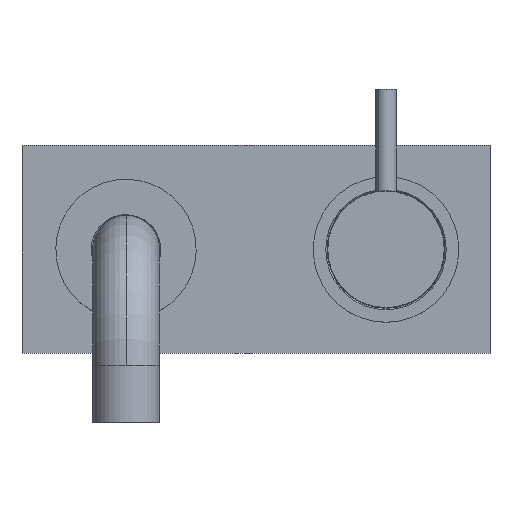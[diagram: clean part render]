
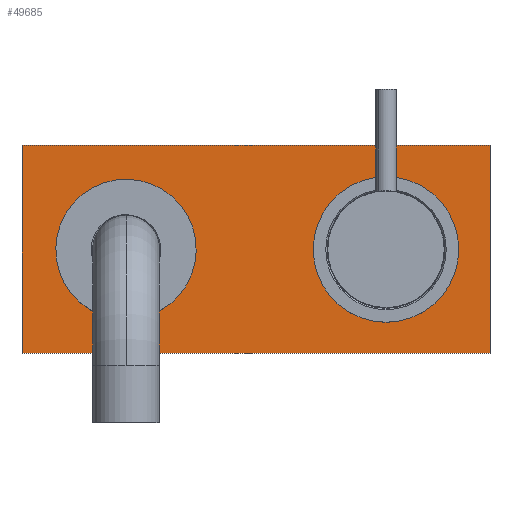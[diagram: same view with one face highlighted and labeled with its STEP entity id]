
A CAD part, top view. The second image highlights one B-rep face of the part: STEP entity #49685.
In plain terms, the highlighted planar face has unit normal (0, 0, 1).
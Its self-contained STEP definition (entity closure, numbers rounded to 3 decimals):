
#205 = EDGE_LOOP ( 'NONE', ( #50524, #12468, #22891, #38523 ) ) ;
#666 = VERTEX_POINT ( 'NONE', #35076 ) ;
#1136 = CARTESIAN_POINT ( 'NONE',  ( -50., 0., 57.3 ) ) ;
#1146 = DIRECTION ( 'NONE',  ( 0., 0., 1. ) ) ;
#2492 = CIRCLE ( 'NONE', #21226, 23. ) ;
#2505 = VERTEX_POINT ( 'NONE', #41485 ) ;
#3114 = CARTESIAN_POINT ( 'NONE',  ( 90., 40., 57.3 ) ) ;
#3608 = LINE ( 'NONE', #46242, #13085 ) ;
#4210 = VECTOR ( 'NONE', #34441, 1000. ) ;
#4835 = PLANE ( 'NONE',  #14489 ) ;
#5177 = DIRECTION ( 'NONE',  ( -0.48, 0.877, 0. ) ) ;
#6493 = CIRCLE ( 'NONE', #42343, 27. ) ;
#6809 = ORIENTED_EDGE ( 'NONE', *, *, #48822, .T. ) ;
#7163 = VECTOR ( 'NONE', #30710, 1000. ) ;
#8150 = VECTOR ( 'NONE', #18266, 1000. ) ;
#8272 = ORIENTED_EDGE ( 'NONE', *, *, #21639, .T. ) ;
#8529 = DIRECTION ( 'NONE',  ( 0., 0., -1. ) ) ;
#8664 = FACE_BOUND ( 'NONE', #16516, .T. ) ;
#11193 = CARTESIAN_POINT ( 'NONE',  ( 27., 0., 57.3 ) ) ;
#11972 = AXIS2_PLACEMENT_3D ( 'NONE', #22132, #50234, #26167 ) ;
#12008 = CARTESIAN_POINT ( 'NONE',  ( -37.04, -23.686, 57.3 ) ) ;
#12468 = ORIENTED_EDGE ( 'NONE', *, *, #18499, .F. ) ;
#12490 = VERTEX_POINT ( 'NONE', #48406 ) ;
#12916 = ORIENTED_EDGE ( 'NONE', *, *, #32065, .T. ) ;
#13085 = VECTOR ( 'NONE', #34260, 1000. ) ;
#14489 = AXIS2_PLACEMENT_3D ( 'NONE', #25279, #1146, #29271 ) ;
#14944 = LINE ( 'NONE', #46410, #4210 ) ;
#16516 = EDGE_LOOP ( 'NONE', ( #8272, #12916 ) ) ;
#17913 = LINE ( 'NONE', #42673, #7163 ) ;
#18266 = DIRECTION ( 'NONE',  ( 0., -1., 0. ) ) ;
#18499 = EDGE_CURVE ( 'NONE', #666, #43868, #17913, .T. ) ;
#21226 = AXIS2_PLACEMENT_3D ( 'NONE', #22644, #50764, #26671 ) ;
#21639 = EDGE_CURVE ( 'NONE', #2505, #34033, #2492, .T. ) ;
#22132 = CARTESIAN_POINT ( 'NONE',  ( 50., 0., 57.3 ) ) ;
#22644 = CARTESIAN_POINT ( 'NONE',  ( 50., 0., 57.3 ) ) ;
#22891 = ORIENTED_EDGE ( 'NONE', *, *, #49578, .F. ) ;
#25279 = CARTESIAN_POINT ( 'NONE',  ( 0., 0., 57.3 ) ) ;
#26167 = DIRECTION ( 'NONE',  ( -1., 0., 0. ) ) ;
#26671 = DIRECTION ( 'NONE',  ( -1., 0., 0. ) ) ;
#27582 = VERTEX_POINT ( 'NONE', #28636 ) ;
#28636 = CARTESIAN_POINT ( 'NONE',  ( 90., -40., 57.3 ) ) ;
#28742 = FACE_BOUND ( 'NONE', #30938, .T. ) ;
#29261 = DIRECTION ( 'NONE',  ( 0., 0., -1. ) ) ;
#29271 = DIRECTION ( 'NONE',  ( 1., 0., 0. ) ) ;
#29961 = VERTEX_POINT ( 'NONE', #12008 ) ;
#30710 = DIRECTION ( 'NONE',  ( 1., 0., 0. ) ) ;
#30938 = EDGE_LOOP ( 'NONE', ( #6809, #40389 ) ) ;
#31672 = CIRCLE ( 'NONE', #11972, 23. ) ;
#32065 = EDGE_CURVE ( 'NONE', #34033, #2505, #31672, .T. ) ;
#32563 = CARTESIAN_POINT ( 'NONE',  ( -50., 0., 57.3 ) ) ;
#34033 = VERTEX_POINT ( 'NONE', #11193 ) ;
#34260 = DIRECTION ( 'NONE',  ( 0., 1., 0. ) ) ;
#34441 = DIRECTION ( 'NONE',  ( -1., 0., 0. ) ) ;
#34673 = EDGE_CURVE ( 'NONE', #29961, #12490, #48823, .T. ) ;
#35076 = CARTESIAN_POINT ( 'NONE',  ( -90., 40., 57.3 ) ) ;
#36625 = DIRECTION ( 'NONE',  ( -0.48, 0.877, 0. ) ) ;
#38288 = CARTESIAN_POINT ( 'NONE',  ( 90., 40., 57.3 ) ) ;
#38523 = ORIENTED_EDGE ( 'NONE', *, *, #41971, .F. ) ;
#38968 = LINE ( 'NONE', #38288, #8150 ) ;
#39282 = EDGE_CURVE ( 'NONE', #43868, #27582, #38968, .T. ) ;
#40389 = ORIENTED_EDGE ( 'NONE', *, *, #34673, .T. ) ;
#41485 = CARTESIAN_POINT ( 'NONE',  ( 73., 0., 57.3 ) ) ;
#41848 = CARTESIAN_POINT ( 'NONE',  ( -90., -40., 57.3 ) ) ;
#41971 = EDGE_CURVE ( 'NONE', #27582, #43640, #14944, .T. ) ;
#42343 = AXIS2_PLACEMENT_3D ( 'NONE', #1136, #29261, #5177 ) ;
#42673 = CARTESIAN_POINT ( 'NONE',  ( -90., 40., 57.3 ) ) ;
#43640 = VERTEX_POINT ( 'NONE', #41848 ) ;
#43868 = VERTEX_POINT ( 'NONE', #3114 ) ;
#44179 = AXIS2_PLACEMENT_3D ( 'NONE', #32563, #8529, #36625 ) ;
#46242 = CARTESIAN_POINT ( 'NONE',  ( -90., 40., 57.3 ) ) ;
#46410 = CARTESIAN_POINT ( 'NONE',  ( -90., -40., 57.3 ) ) ;
#48406 = CARTESIAN_POINT ( 'NONE',  ( -62.96, 23.686, 57.3 ) ) ;
#48822 = EDGE_CURVE ( 'NONE', #12490, #29961, #6493, .T. ) ;
#48823 = CIRCLE ( 'NONE', #44179, 27. ) ;
#49578 = EDGE_CURVE ( 'NONE', #43640, #666, #3608, .T. ) ;
#49685 = ADVANCED_FACE ( 'NONE', ( #28742, #8664, #50149 ), #4835, .T. ) ;
#50149 = FACE_OUTER_BOUND ( 'NONE', #205, .T. ) ;
#50234 = DIRECTION ( 'NONE',  ( 0., 0., -1. ) ) ;
#50524 = ORIENTED_EDGE ( 'NONE', *, *, #39282, .F. ) ;
#50764 = DIRECTION ( 'NONE',  ( 0., 0., -1. ) ) ;
